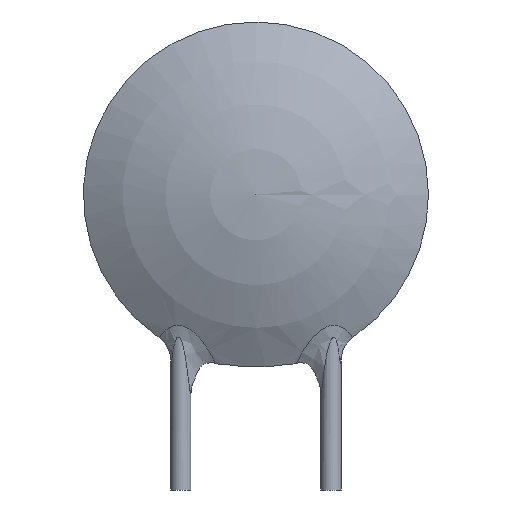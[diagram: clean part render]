
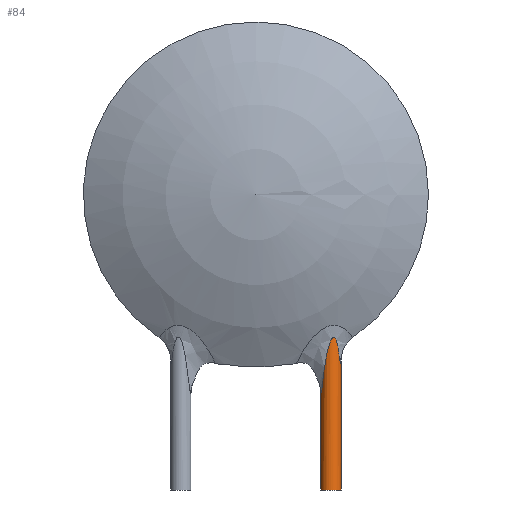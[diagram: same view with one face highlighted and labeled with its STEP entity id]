
A CAD part, front view. The second image highlights one B-rep face of the part: STEP entity #84.
In plain terms, the highlighted cylindrical face has radius 0.171 mm (diameter 0.343 mm), a partial arc.
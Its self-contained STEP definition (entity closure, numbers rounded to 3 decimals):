
#84 = ADVANCED_FACE ( 'NONE', ( #580 ), #603, .T. ) ;
#85 = EDGE_LOOP ( 'NONE', ( #86, #87, #130, #131, #134, #137 ) ) ;
#86 = ORIENTED_EDGE ( 'NONE', *, *, #236, .F. ) ;
#87 = ORIENTED_EDGE ( 'NONE', *, *, #88, .T. ) ;
#88 = EDGE_CURVE ( 'NONE', #234, #233, #653, .T. ) ;
#130 = ORIENTED_EDGE ( 'NONE', *, *, #212, .T. ) ;
#131 = ORIENTED_EDGE ( 'NONE', *, *, #132, .T. ) ;
#132 = EDGE_CURVE ( 'NONE', #210, #133, #785, .T. ) ;
#133 = VERTEX_POINT ( 'NONE', #784 ) ;
#134 = ORIENTED_EDGE ( 'NONE', *, *, #135, .T. ) ;
#135 = EDGE_CURVE ( 'NONE', #133, #136, #407, .T. ) ;
#136 = VERTEX_POINT ( 'NONE', #1414 ) ;
#137 = ORIENTED_EDGE ( 'NONE', *, *, #138, .T. ) ;
#138 = EDGE_CURVE ( 'NONE', #136, #201, #1412, .T. ) ;
#201 = VERTEX_POINT ( 'NONE', #1116 ) ;
#210 = VERTEX_POINT ( 'NONE', #1138 ) ;
#212 = EDGE_CURVE ( 'NONE', #233, #210, #1140, .T. ) ;
#233 = VERTEX_POINT ( 'NONE', #1259 ) ;
#234 = VERTEX_POINT ( 'NONE', #1258 ) ;
#236 = EDGE_CURVE ( 'NONE', #234, #201, #1256, .T. ) ;
#407 = B_SPLINE_CURVE_WITH_KNOTS ( 'NONE', 3,
 ( #770, #769, #768, #767, #766, #411, #410, #409, #408, #1431, #1428, #1418, #1419, #1420, #1415, #1411, #1434, #1422, #1424, #1423, #1425, #1421 ),
 .UNSPECIFIED., .F., .F.,
 ( 4, 2, 2, 2, 2, 2, 2, 2, 2, 2, 4 ),
 ( 0., 0., 0., 0., 0., 0., 0.001, 0.001, 0.001, 0.001, 0.001 ),
 .UNSPECIFIED. ) ;
#408 = CARTESIAN_POINT ( 'NONE',  ( 1.343, -0.156, -2.432 ) ) ;
#409 = CARTESIAN_POINT ( 'NONE',  ( 1.35, -0.152, -2.446 ) ) ;
#410 = CARTESIAN_POINT ( 'NONE',  ( 1.362, -0.145, -2.474 ) ) ;
#411 = CARTESIAN_POINT ( 'NONE',  ( 1.367, -0.142, -2.488 ) ) ;
#580 = FACE_OUTER_BOUND ( 'NONE', #85, .T. ) ;
#599 = DIRECTION ( 'NONE',  ( 1., 0., 0. ) ) ;
#600 = DIRECTION ( 'NONE',  ( 0., 0., 1. ) ) ;
#601 = CARTESIAN_POINT ( 'NONE',  ( 1.27, 0., -5. ) ) ;
#602 = AXIS2_PLACEMENT_3D ( 'NONE', #601, #600, #599 ) ;
#603 = CYLINDRICAL_SURFACE ( 'NONE', #602, 0.171 ) ;
#649 = DIRECTION ( 'NONE',  ( 1., 0., 0. ) ) ;
#650 = DIRECTION ( 'NONE',  ( 0., 0., 1. ) ) ;
#651 = CARTESIAN_POINT ( 'NONE',  ( 1.27, 0., -5. ) ) ;
#652 = AXIS2_PLACEMENT_3D ( 'NONE', #651, #650, #649 ) ;
#653 = CIRCLE ( 'NONE', #652, 0.171 ) ;
#766 = CARTESIAN_POINT ( 'NONE',  ( 1.388, -0.126, -2.56 ) ) ;
#767 = CARTESIAN_POINT ( 'NONE',  ( 1.398, -0.115, -2.619 ) ) ;
#768 = CARTESIAN_POINT ( 'NONE',  ( 1.415, -0.093, -2.738 ) ) ;
#769 = CARTESIAN_POINT ( 'NONE',  ( 1.421, -0.082, -2.798 ) ) ;
#770 = CARTESIAN_POINT ( 'NONE',  ( 1.426, -0.071, -2.858 ) ) ;
#774 = CARTESIAN_POINT ( 'NONE',  ( 1.426, -0.071, -2.858 ) ) ;
#775 = CARTESIAN_POINT ( 'NONE',  ( 1.429, -0.064, -2.849 ) ) ;
#776 = CARTESIAN_POINT ( 'NONE',  ( 1.432, -0.056, -2.841 ) ) ;
#777 = CARTESIAN_POINT ( 'NONE',  ( 1.435, -0.047, -2.834 ) ) ;
#778 = CARTESIAN_POINT ( 'NONE',  ( 1.437, -0.039, -2.829 ) ) ;
#779 = CARTESIAN_POINT ( 'NONE',  ( 1.439, -0.031, -2.824 ) ) ;
#780 = CARTESIAN_POINT ( 'NONE',  ( 1.44, -0.022, -2.821 ) ) ;
#781 = CARTESIAN_POINT ( 'NONE',  ( 1.441, -0.015, -2.818 ) ) ;
#782 = CARTESIAN_POINT ( 'NONE',  ( 1.441, -0.007, -2.817 ) ) ;
#783 = CARTESIAN_POINT ( 'NONE',  ( 1.441, 0., -2.817 ) ) ;
#784 = CARTESIAN_POINT ( 'NONE',  ( 1.426, -0.071, -2.858 ) ) ;
#785 = B_SPLINE_CURVE_WITH_KNOTS ( 'NONE', 3,
 ( #783, #782, #781, #780, #779, #778, #777, #776, #775, #774 ),
 .UNSPECIFIED., .F., .F.,
 ( 4, 3, 3, 4 ),
 ( 0., 0., 0., 0. ),
 .UNSPECIFIED. ) ;
#1116 = CARTESIAN_POINT ( 'NONE',  ( 1.099, 0., -3.368 ) ) ;
#1138 = CARTESIAN_POINT ( 'NONE',  ( 1.441, 0., -2.817 ) ) ;
#1140 = LINE ( 'NONE', #1178, #1177 ) ;
#1176 = DIRECTION ( 'NONE',  ( 0., 0., 1. ) ) ;
#1177 = VECTOR ( 'NONE', #1176, 1000. ) ;
#1178 = CARTESIAN_POINT ( 'NONE',  ( 1.441, 0., -5. ) ) ;
#1253 = DIRECTION ( 'NONE',  ( 0., 0., 1. ) ) ;
#1254 = VECTOR ( 'NONE', #1253, 1000. ) ;
#1255 = CARTESIAN_POINT ( 'NONE',  ( 1.099, 0., -5. ) ) ;
#1256 = LINE ( 'NONE', #1255, #1254 ) ;
#1258 = CARTESIAN_POINT ( 'NONE',  ( 1.099, 0., -5. ) ) ;
#1259 = CARTESIAN_POINT ( 'NONE',  ( 1.441, 0., -5. ) ) ;
#1411 = CARTESIAN_POINT ( 'NONE',  ( 1.242, -0.171, -2.521 ) ) ;
#1412 = B_SPLINE_CURVE_WITH_KNOTS ( 'NONE', 3,
 ( #1436, #1435, #1427, #1426 ),
 .UNSPECIFIED., .F., .F.,
 ( 4, 4 ),
 ( 0., 0. ),
 .UNSPECIFIED. ) ;
#1414 = CARTESIAN_POINT ( 'NONE',  ( 1.114, -0.071, -3.357 ) ) ;
#1415 = CARTESIAN_POINT ( 'NONE',  ( 1.275, -0.172, -2.452 ) ) ;
#1418 = CARTESIAN_POINT ( 'NONE',  ( 1.304, -0.168, -2.417 ) ) ;
#1419 = CARTESIAN_POINT ( 'NONE',  ( 1.298, -0.169, -2.422 ) ) ;
#1420 = CARTESIAN_POINT ( 'NONE',  ( 1.282, -0.171, -2.439 ) ) ;
#1421 = CARTESIAN_POINT ( 'NONE',  ( 1.114, -0.071, -3.357 ) ) ;
#1422 = CARTESIAN_POINT ( 'NONE',  ( 1.186, -0.152, -2.758 ) ) ;
#1423 = CARTESIAN_POINT ( 'NONE',  ( 1.135, -0.108, -3.117 ) ) ;
#1424 = CARTESIAN_POINT ( 'NONE',  ( 1.167, -0.139, -2.878 ) ) ;
#1425 = CARTESIAN_POINT ( 'NONE',  ( 1.123, -0.091, -3.237 ) ) ;
#1426 = CARTESIAN_POINT ( 'NONE',  ( 1.099, 0., -3.368 ) ) ;
#1427 = CARTESIAN_POINT ( 'NONE',  ( 1.099, -0.025, -3.368 ) ) ;
#1428 = CARTESIAN_POINT ( 'NONE',  ( 1.319, -0.164, -2.414 ) ) ;
#1431 = CARTESIAN_POINT ( 'NONE',  ( 1.326, -0.162, -2.418 ) ) ;
#1434 = CARTESIAN_POINT ( 'NONE',  ( 1.227, -0.167, -2.581 ) ) ;
#1435 = CARTESIAN_POINT ( 'NONE',  ( 1.104, -0.05, -3.364 ) ) ;
#1436 = CARTESIAN_POINT ( 'NONE',  ( 1.114, -0.071, -3.357 ) ) ;
